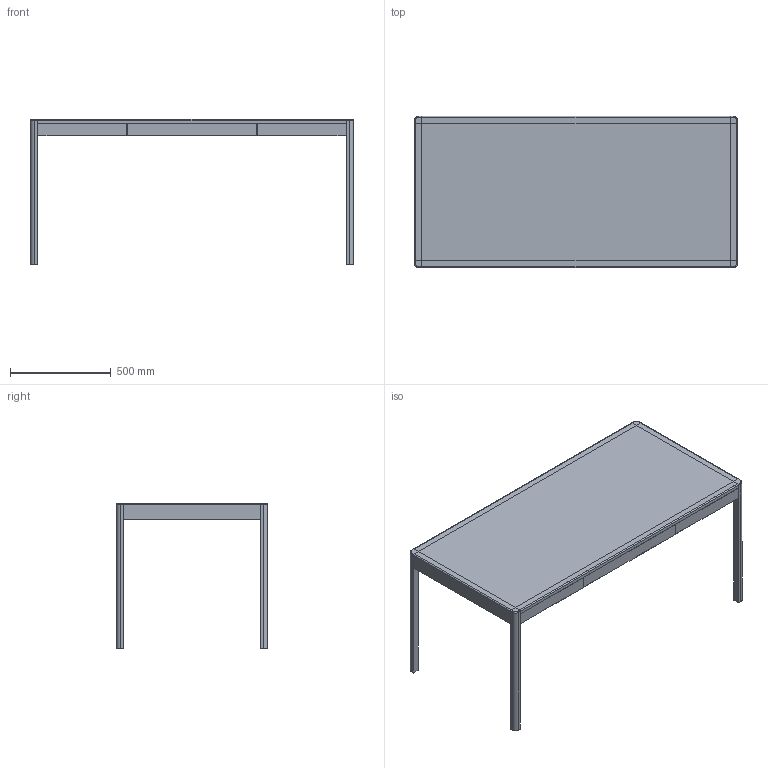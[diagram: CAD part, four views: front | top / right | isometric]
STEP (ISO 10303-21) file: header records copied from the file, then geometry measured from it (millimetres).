
FILE_DESCRIPTION(/* description */ (''),/* implementation_level */ '2;1');
FILE_NAME(/* name */ 'Leather_Desk_CB-311M_3D',/* time_stamp */ '2024-06-28T16:13:45+02:00',/* author */ (''),/* organization */ (''),/* preprocessor_version */ 'ST-DEVELOPER v16.5',/* originating_system */ 'Rhino 7.34',/* authorisation */ '');
FILE_SCHEMA (('AUTOMOTIVE_DESIGN'));
Length unit declared in the file: centimetre
Products named in the file (2): Document; Leather_Desk_CB-311M
Assembly tree (1 placements, depth 2):
  Document
    Leather_Desk_CB-311M
Bounding box: 1600 x 750 x 720 mm (x, y, z)
Volume: 47812179 mm3; surface area: 8259250.8 mm2
Topology: 34 solids, 34 shells, 328 faces, 763 edges, 506 vertices
Faces by surface type: plane 302, cylinder 22, bspline 4
Entity records: 8258 total; most frequent: CARTESIAN_POINT 2689, ORIENTED_EDGE 1526, EDGE_CURVE 763, B_SPLINE_CURVE_WITH_KNOTS 664, VERTEX_POINT 506, DIRECTION 332, EDGE_LOOP 331, ADVANCED_FACE 328
